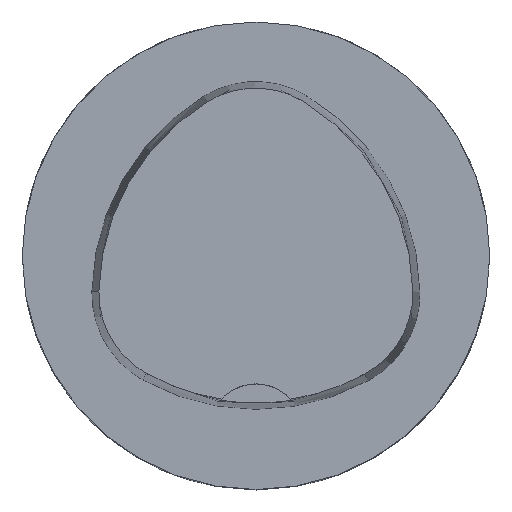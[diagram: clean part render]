
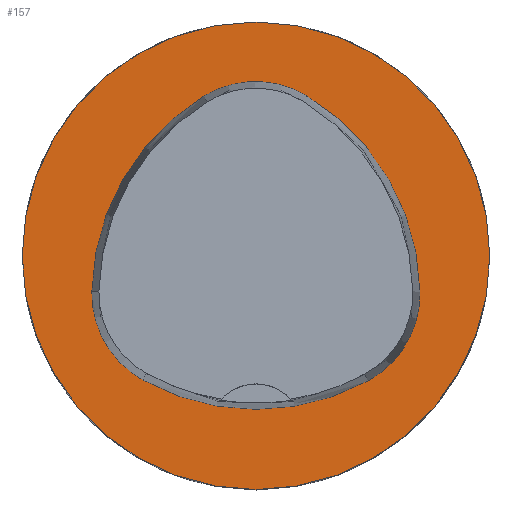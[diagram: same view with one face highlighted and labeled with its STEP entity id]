
A CAD part, top view. The second image highlights one B-rep face of the part: STEP entity #157.
In plain terms, the highlighted planar face has unit normal (0, 0, 1).
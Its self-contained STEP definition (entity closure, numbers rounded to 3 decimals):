
#118=FACE_BOUND('',#213,.T.);
#119=FACE_BOUND('',#214,.T.);
#133=PLANE('',#527);
#157=ADVANCED_FACE('',(#118,#119),#133,.T.);
#213=EDGE_LOOP('',(#322,#323,#324,#325,#326,#327));
#214=EDGE_LOOP('',(#328));
#322=ORIENTED_EDGE('',*,*,#449,.T.);
#323=ORIENTED_EDGE('',*,*,#429,.T.);
#324=ORIENTED_EDGE('',*,*,#433,.T.);
#325=ORIENTED_EDGE('',*,*,#436,.T.);
#326=ORIENTED_EDGE('',*,*,#439,.T.);
#327=ORIENTED_EDGE('',*,*,#447,.T.);
#328=ORIENTED_EDGE('',*,*,#452,.F.);
#392=VERTEX_POINT('',#698);
#393=VERTEX_POINT('',#699);
#396=VERTEX_POINT('',#707);
#398=VERTEX_POINT('',#713);
#400=VERTEX_POINT('',#719);
#407=VERTEX_POINT('',#740);
#408=VERTEX_POINT('',#750);
#429=EDGE_CURVE('',#392,#393,#482,.T.);
#433=EDGE_CURVE('',#393,#396,#484,.T.);
#436=EDGE_CURVE('',#396,#398,#486,.T.);
#439=EDGE_CURVE('',#398,#400,#488,.T.);
#447=EDGE_CURVE('',#400,#407,#492,.T.);
#449=EDGE_CURVE('',#407,#392,#494,.T.);
#452=EDGE_CURVE('',#408,#408,#497,.T.);
#482=CIRCLE('',#504,20.0);
#484=CIRCLE('',#507,8.5);
#486=CIRCLE('',#510,20.0);
#488=CIRCLE('',#513,8.5);
#492=CIRCLE('',#518,20.0);
#494=CIRCLE('',#521,8.5);
#497=CIRCLE('',#526,20.0);
#504=AXIS2_PLACEMENT_3D('',#697,#562,#563);
#507=AXIS2_PLACEMENT_3D('',#706,#570,#571);
#510=AXIS2_PLACEMENT_3D('',#712,#577,#578);
#513=AXIS2_PLACEMENT_3D('',#718,#584,#585);
#518=AXIS2_PLACEMENT_3D('',#741,#596,#597);
#521=AXIS2_PLACEMENT_3D('',#744,#602,#603);
#526=AXIS2_PLACEMENT_3D('',#749,#612,#613);
#527=AXIS2_PLACEMENT_3D('',#751,#614,#615);
#562=DIRECTION('',(0.0,0.0,-1.0));
#563=DIRECTION('',(-1.0,0.0,0.0));
#570=DIRECTION('',(0.0,0.0,-1.0));
#571=DIRECTION('',(-1.0,0.0,0.0));
#577=DIRECTION('',(0.0,0.0,-1.0));
#578=DIRECTION('',(-1.0,0.0,0.0));
#584=DIRECTION('',(0.0,0.0,-1.0));
#585=DIRECTION('',(-1.0,0.0,0.0));
#596=DIRECTION('',(0.0,0.0,-1.0));
#597=DIRECTION('',(-1.0,0.0,0.0));
#602=DIRECTION('',(0.0,0.0,-1.0));
#603=DIRECTION('',(-1.0,0.0,0.0));
#612=DIRECTION('',(0.0,0.0,-1.0));
#613=DIRECTION('',(-1.0,0.0,0.0));
#614=DIRECTION('',(0.0,0.0,1.0));
#615=DIRECTION('',(-1.0,0.0,0.0));
#697=CARTESIAN_POINT('',(5.955,-3.414,0.0));
#698=CARTESIAN_POINT('',(-14.041,-3.042,0.0));
#699=CARTESIAN_POINT('',(-4.472,13.653,0.0));
#706=CARTESIAN_POINT('',(-0.04,6.4,0.0));
#707=CARTESIAN_POINT('',(4.347,13.68,0.0));
#712=CARTESIAN_POINT('',(-5.976,-3.45,0.0));
#713=CARTESIAN_POINT('',(14.021,-3.075,0.0));
#718=CARTESIAN_POINT('',(5.522,-3.235,0.0));
#719=CARTESIAN_POINT('',(9.588,-10.699,0.0));
#740=CARTESIAN_POINT('',(-9.655,-10.639,0.0));
#741=CARTESIAN_POINT('',(0.022,6.864,0.0));
#744=CARTESIAN_POINT('',(-5.543,-3.2,0.0));
#749=CARTESIAN_POINT('',(0.0,0.0,0.0));
#750=CARTESIAN_POINT('',(-20.0,0.0,0.0));
#751=CARTESIAN_POINT('',(0.0,0.0,0.0));
